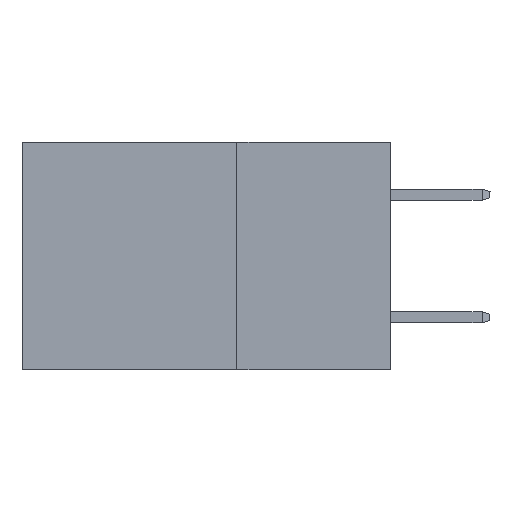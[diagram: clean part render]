
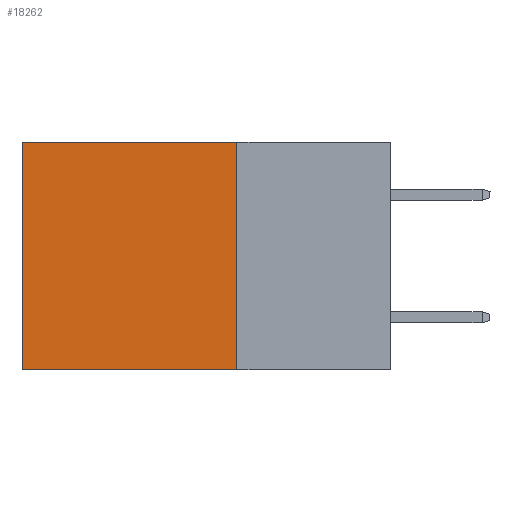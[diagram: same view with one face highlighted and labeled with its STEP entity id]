
A CAD part, left-side view. The second image highlights one B-rep face of the part: STEP entity #18262.
In plain terms, the highlighted planar face has unit normal (-1, 0, 0).
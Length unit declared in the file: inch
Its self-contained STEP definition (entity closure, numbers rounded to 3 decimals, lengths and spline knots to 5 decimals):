
#685 = DIRECTION ( 'NONE',  ( 0., 0., -1. ) ) ;
#1420 = AXIS2_PLACEMENT_3D ( 'NONE', #17204, #10632, #685 ) ;
#1954 = DIRECTION ( 'NONE',  ( 0., 1., 0. ) ) ;
#2044 = VECTOR ( 'NONE', #7300, 39.37008 ) ;
#2066 = VECTOR ( 'NONE', #16136, 39.37008 ) ;
#3024 = CARTESIAN_POINT ( 'NONE',  ( 0.2875, 0.6, -0.37 ) ) ;
#3065 = EDGE_CURVE ( 'NONE', #14907, #13804, #12088, .T. ) ;
#3101 = FACE_OUTER_BOUND ( 'NONE', #11496, .T. ) ;
#4005 = VERTEX_POINT ( 'NONE', #14581 ) ;
#4110 = CARTESIAN_POINT ( 'NONE',  ( 0.2875, 0.25, 0. ) ) ;
#4604 = CARTESIAN_POINT ( 'NONE',  ( 0.2875, 0.25, 0. ) ) ;
#4680 = VERTEX_POINT ( 'NONE', #3024 ) ;
#7300 = DIRECTION ( 'NONE',  ( 0., 1., 0. ) ) ;
#7596 = ORIENTED_EDGE ( 'NONE', *, *, #17165, .T. ) ;
#8749 = ORIENTED_EDGE ( 'NONE', *, *, #3065, .T. ) ;
#10036 = VECTOR ( 'NONE', #1954, 39.37008 ) ;
#10382 = ORIENTED_EDGE ( 'NONE', *, *, #17616, .F. ) ;
#10632 = DIRECTION ( 'NONE',  ( 1., 0., 0. ) ) ;
#11400 = LINE ( 'NONE', #15620, #2044 ) ;
#11496 = EDGE_LOOP ( 'NONE', ( #7596, #10382, #18344, #8749 ) ) ;
#12000 = VECTOR ( 'NONE', #14007, 39.37008 ) ;
#12088 = LINE ( 'NONE', #4604, #10036 ) ;
#13804 = VERTEX_POINT ( 'NONE', #15286 ) ;
#14007 = DIRECTION ( 'NONE',  ( 0., 0., -1. ) ) ;
#14505 = CARTESIAN_POINT ( 'NONE',  ( 0.2875, 0.6, 0. ) ) ;
#14581 = CARTESIAN_POINT ( 'NONE',  ( 0.2875, 0.25, -0.37 ) ) ;
#14907 = VERTEX_POINT ( 'NONE', #18005 ) ;
#15286 = CARTESIAN_POINT ( 'NONE',  ( 0.2875, 0.6, 0. ) ) ;
#15321 = EDGE_CURVE ( 'NONE', #14907, #4005, #20705, .T. ) ;
#15620 = CARTESIAN_POINT ( 'NONE',  ( 0.2875, 0.25, -0.37 ) ) ;
#16136 = DIRECTION ( 'NONE',  ( 0., 0., -1. ) ) ;
#17165 = EDGE_CURVE ( 'NONE', #13804, #4680, #20116, .T. ) ;
#17204 = CARTESIAN_POINT ( 'NONE',  ( 0.2875, 0.25, 0. ) ) ;
#17616 = EDGE_CURVE ( 'NONE', #4005, #4680, #11400, .T. ) ;
#18005 = CARTESIAN_POINT ( 'NONE',  ( 0.2875, 0.25, 0. ) ) ;
#18262 = ADVANCED_FACE ( 'NONE', ( #3101 ), #20445, .F. ) ;
#18344 = ORIENTED_EDGE ( 'NONE', *, *, #15321, .F. ) ;
#20116 = LINE ( 'NONE', #14505, #2066 ) ;
#20445 = PLANE ( 'NONE',  #1420 ) ;
#20705 = LINE ( 'NONE', #4110, #12000 ) ;
